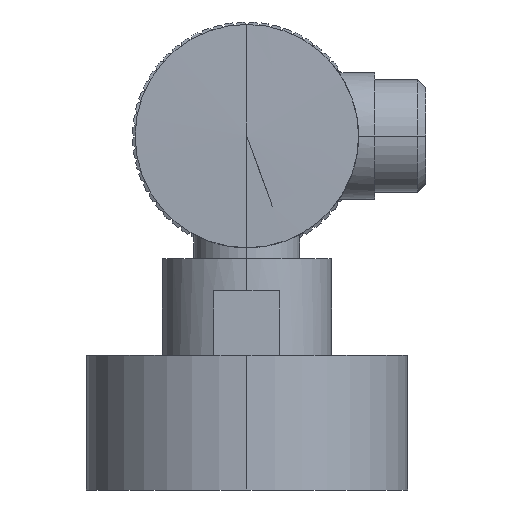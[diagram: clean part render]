
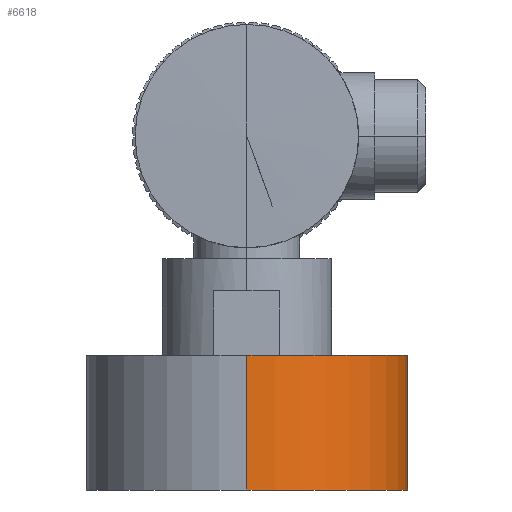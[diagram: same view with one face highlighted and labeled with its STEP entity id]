
A CAD part, left-side view. The second image highlights one B-rep face of the part: STEP entity #6618.
In plain terms, the highlighted cylindrical face has radius 29.85 mm (diameter 59.7 mm), a partial arc.
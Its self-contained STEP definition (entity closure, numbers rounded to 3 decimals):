
#858=CARTESIAN_POINT('',(-75.,0.,-40.75));
#859=DIRECTION('',(0.,0.,1.));
#860=DIRECTION('',(-1.,0.,0.));
#861=AXIS2_PLACEMENT_3D('',#858,#859,#860);
#868=DIRECTION('',(0.,0.,1.));
#869=VECTOR('',#868,25.);
#870=CARTESIAN_POINT('',(-104.85,0.,-65.75));
#871=LINE('',#870,#869);
#872=DIRECTION('',(0.,0.,1.));
#873=VECTOR('',#872,25.);
#874=CARTESIAN_POINT('',(-45.15,0.,-65.75));
#875=LINE('',#874,#873);
#876=CARTESIAN_POINT('',(-75.,0.,-65.75));
#877=DIRECTION('',(0.,0.,1.));
#878=DIRECTION('',(-1.,0.,0.));
#879=AXIS2_PLACEMENT_3D('',#876,#877,#878);
#5663=CARTESIAN_POINT('',(-104.85,0.,-65.75));
#5664=CARTESIAN_POINT('',(-104.85,0.,-40.75));
#5665=VERTEX_POINT('',#5663);
#5666=VERTEX_POINT('',#5664);
#5667=CARTESIAN_POINT('',(-45.15,0.,-65.75));
#5668=CARTESIAN_POINT('',(-45.15,0.,-40.75));
#5669=VERTEX_POINT('',#5667);
#5670=VERTEX_POINT('',#5668);
#6604=CARTESIAN_POINT('',(-75.,0.,-39.5));
#6605=DIRECTION('',(0.,0.,-1.));
#6606=DIRECTION('',(1.,0.,0.));
#6607=AXIS2_PLACEMENT_3D('',#6604,#6605,#6606);
#6608=CYLINDRICAL_SURFACE('',#6607,29.85);
#6610=ORIENTED_EDGE('',*,*,#6609,.T.);
#6611=ORIENTED_EDGE('',*,*,#6581,.T.);
#6613=ORIENTED_EDGE('',*,*,#6612,.F.);
#6615=ORIENTED_EDGE('',*,*,#6614,.F.);
#6616=EDGE_LOOP('',(#6610,#6611,#6613,#6615));
#6617=FACE_OUTER_BOUND('',#6616,.F.);
#6618=ADVANCED_FACE('',(#6617),#6608,.T.);
#862=CIRCLE('',#861,29.85);
#880=CIRCLE('',#879,29.85);
#6581=EDGE_CURVE('',#5666,#5670,#862,.T.);
#6609=EDGE_CURVE('',#5665,#5666,#871,.T.);
#6612=EDGE_CURVE('',#5669,#5670,#875,.T.);
#6614=EDGE_CURVE('',#5665,#5669,#880,.T.);
